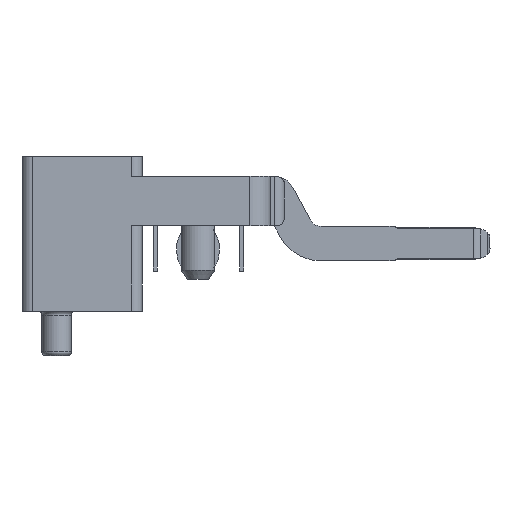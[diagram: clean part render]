
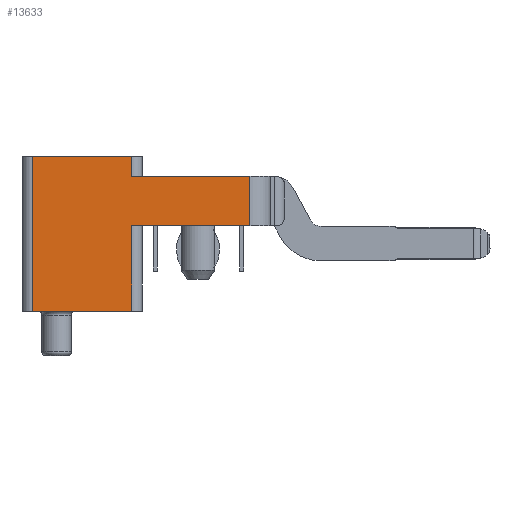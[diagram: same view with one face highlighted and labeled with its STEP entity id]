
A CAD part, left-side view. The second image highlights one B-rep face of the part: STEP entity #13633.
In plain terms, the highlighted planar face has unit normal (-1, 0, 0).
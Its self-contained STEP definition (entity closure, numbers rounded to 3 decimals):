
#615=PLANE($,#14964);
#1385=FACE_OUTER_BOUND($,#2203,.T.);
#2203=EDGE_LOOP($,(#11772,#11773,#11774,#11775,#11776,#11777,#11778,#11779));
#3419=LINE($,#22012,#4894);
#3492=LINE($,#22245,#4967);
#3503=LINE($,#22305,#4978);
#3505=LINE($,#22310,#4980);
#3506=LINE($,#22313,#4981);
#3507=LINE($,#22316,#4982);
#3508=LINE($,#22318,#4983);
#3509=LINE($,#22319,#4984);
#4894=VECTOR($,#17941,5.8);
#4967=VECTOR($,#18152,2.42);
#4978=VECTOR($,#18217,7.62);
#4980=VECTOR($,#18223,4.9);
#4981=VECTOR($,#18226,4.2);
#4982=VECTOR($,#18231,5.8);
#4983=VECTOR($,#18232,1.);
#4984=VECTOR($,#18233,4.9);
#6721=VERTEX_POINT($,#22009);
#6722=VERTEX_POINT($,#22011);
#6793=VERTEX_POINT($,#22244);
#6813=VERTEX_POINT($,#22299);
#6815=VERTEX_POINT($,#22303);
#6816=VERTEX_POINT($,#22308);
#6817=VERTEX_POINT($,#22312);
#6818=VERTEX_POINT($,#22317);
#8451=EDGE_CURVE($,#6721,#6722,#3419,.T.);
#8559=EDGE_CURVE($,#6793,#6722,#3492,.T.);
#8585=EDGE_CURVE($,#6815,#6813,#3503,.T.);
#8588=EDGE_CURVE($,#6816,#6815,#3505,.T.);
#8589=EDGE_CURVE($,#6817,#6816,#3506,.T.);
#8591=EDGE_CURVE($,#6793,#6817,#3507,.T.);
#8592=EDGE_CURVE($,#6818,#6721,#3508,.T.);
#8593=EDGE_CURVE($,#6813,#6818,#3509,.T.);
#11772=ORIENTED_EDGE($,*,*,#8591,.F.);
#11773=ORIENTED_EDGE($,*,*,#8559,.T.);
#11774=ORIENTED_EDGE($,*,*,#8451,.F.);
#11775=ORIENTED_EDGE($,*,*,#8592,.F.);
#11776=ORIENTED_EDGE($,*,*,#8593,.F.);
#11777=ORIENTED_EDGE($,*,*,#8585,.F.);
#11778=ORIENTED_EDGE($,*,*,#8588,.F.);
#11779=ORIENTED_EDGE($,*,*,#8589,.F.);
#13633=ADVANCED_FACE($,(#1385),#615,.F.);
#14964=AXIS2_PLACEMENT_3D($,#22315,#18229,#18230);
#17941=DIRECTION($,(0.,-1.,0.));
#18152=DIRECTION($,(0.,0.,1.));
#18217=DIRECTION($,(0.,0.,1.));
#18223=DIRECTION($,(0.,1.,0.));
#18226=DIRECTION($,(0.,0.,-1.));
#18229=DIRECTION('center_axis',(1.,0.,0.));
#18230=DIRECTION('ref_axis',(0.,0.,-1.));
#18231=DIRECTION($,(0.,1.,0.));
#18232=DIRECTION($,(0.,0.,-1.));
#18233=DIRECTION($,(0.,-1.,0.));
#22009=CARTESIAN_POINT('',(-34.95,3.25,2.42));
#22011=CARTESIAN_POINT('',(-34.95,-2.55,2.42));
#22012=CARTESIAN_POINT($,(-34.95,3.25,2.42));
#22244=CARTESIAN_POINT('',(-34.95,-2.55,0.));
#22245=CARTESIAN_POINT($,(-34.95,-2.55,0.));
#22299=CARTESIAN_POINT('',(-34.95,8.15,3.42));
#22303=CARTESIAN_POINT('',(-34.95,8.15,-4.2));
#22305=CARTESIAN_POINT($,(-34.95,8.15,-4.2));
#22308=CARTESIAN_POINT('',(-34.95,3.25,-4.2));
#22310=CARTESIAN_POINT($,(-34.95,3.25,-4.2));
#22312=CARTESIAN_POINT('',(-34.95,3.25,0.));
#22313=CARTESIAN_POINT($,(-34.95,3.25,0.));
#22315=CARTESIAN_POINT('Origin',(-34.95,3.05,-4.3));
#22316=CARTESIAN_POINT($,(-34.95,-2.55,0.));
#22317=CARTESIAN_POINT('',(-34.95,3.25,3.42));
#22318=CARTESIAN_POINT($,(-34.95,3.25,3.42));
#22319=CARTESIAN_POINT($,(-34.95,8.15,3.42));
